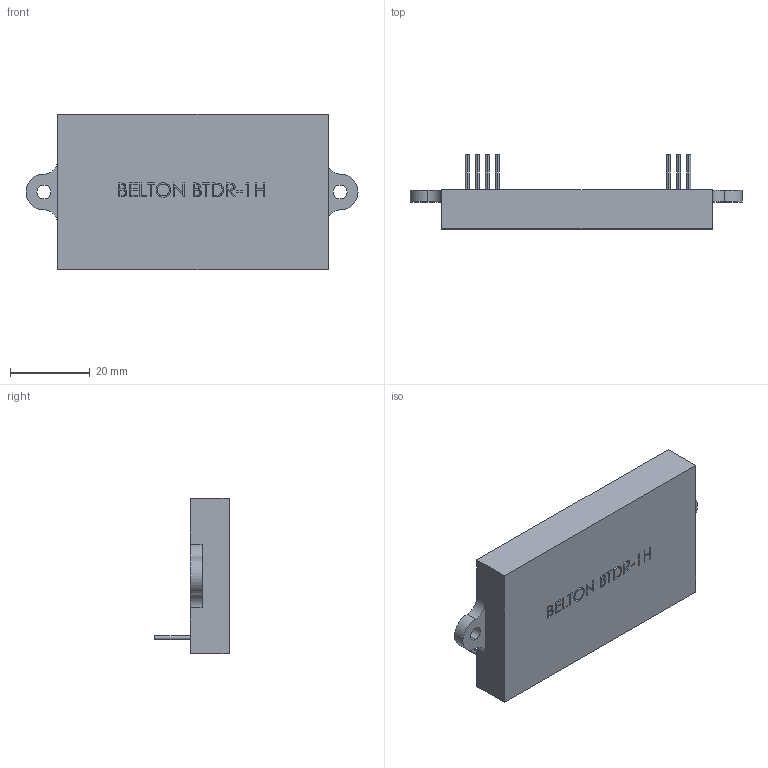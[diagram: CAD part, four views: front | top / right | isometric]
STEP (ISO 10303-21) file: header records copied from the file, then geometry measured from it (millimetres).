
FILE_DESCRIPTION (( 'STEP AP214' ), '1' );
FILE_NAME ('BTDR1H.STEP', '2018-12-10T13:21:01', ( '' ), ( '' ), 'SwSTEP 2.0', 'SolidWorks 2017', '' );
FILE_SCHEMA (( 'AUTOMOTIVE_DESIGN' ));
Length unit declared in the file: millimetre
Products named in the file (1): BTDR1H
Bounding box: 83.5 x 18.7 x 39 mm (x, y, z)
Volume: 26342.2 mm3; surface area: 8139.6 mm2
Topology: 1 solids, 1 shells, 198 faces, 507 edges, 338 vertices
Faces by surface type: plane 136, bspline 38, cylinder 24
Entity records: 8815 total; most frequent: CARTESIAN_POINT 3658, ORIENTED_EDGE 1014, DIRECTION 801, EDGE_CURVE 507, LINE 383, VECTOR 383, VERTEX_POINT 338, EDGE_LOOP 229
